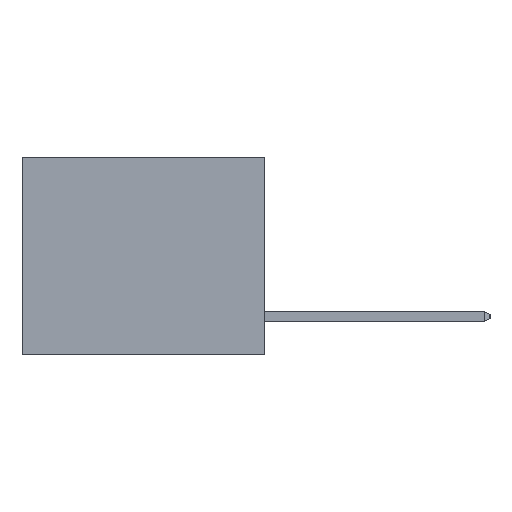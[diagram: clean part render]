
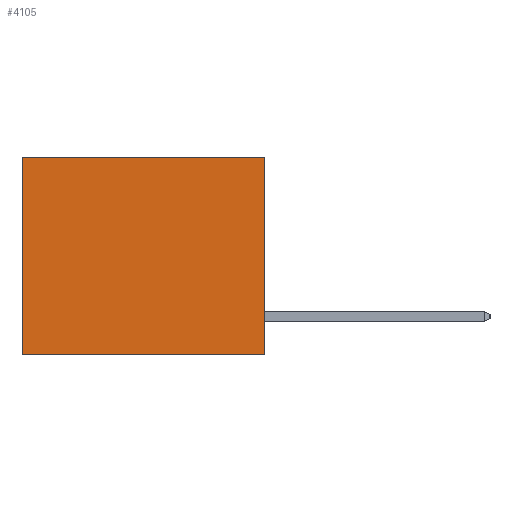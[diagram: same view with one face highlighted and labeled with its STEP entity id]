
A CAD part, left-side view. The second image highlights one B-rep face of the part: STEP entity #4105.
In plain terms, the highlighted planar face has unit normal (-1, 0, 0).
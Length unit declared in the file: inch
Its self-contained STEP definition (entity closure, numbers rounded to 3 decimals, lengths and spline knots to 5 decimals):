
#283 = CARTESIAN_POINT ( 'NONE',  ( 0.3165, 0.6, 0. ) ) ;
#453 = VECTOR ( 'NONE', #11545, 39.37008 ) ;
#454 = ORIENTED_EDGE ( 'NONE', *, *, #13069, .T. ) ;
#1098 = CARTESIAN_POINT ( 'NONE',  ( 0.3165, 0., -0.49 ) ) ;
#1392 = CARTESIAN_POINT ( 'NONE',  ( 0.3165, 0., -0.49 ) ) ;
#1450 = DIRECTION ( 'NONE',  ( 0., 0., -1. ) ) ;
#1593 = EDGE_CURVE ( 'NONE', #15958, #8147, #22838, .T. ) ;
#2405 = CARTESIAN_POINT ( 'NONE',  ( 0.3165, 0.6, -0.49 ) ) ;
#4105 = ADVANCED_FACE ( 'NONE', ( #14971 ), #13530, .F. ) ;
#6223 = CARTESIAN_POINT ( 'NONE',  ( 0.3165, 0., 0. ) ) ;
#8147 = VERTEX_POINT ( 'NONE', #2405 ) ;
#9448 = VECTOR ( 'NONE', #20151, 39.37008 ) ;
#9557 = EDGE_CURVE ( 'NONE', #12506, #9586, #26134, .T. ) ;
#9586 = VERTEX_POINT ( 'NONE', #283 ) ;
#9636 = EDGE_LOOP ( 'NONE', ( #454, #12160, #11206, #11502 ) ) ;
#11206 = ORIENTED_EDGE ( 'NONE', *, *, #15183, .F. ) ;
#11207 = VECTOR ( 'NONE', #24901, 39.37008 ) ;
#11502 = ORIENTED_EDGE ( 'NONE', *, *, #9557, .T. ) ;
#11545 = DIRECTION ( 'NONE',  ( 0., 0., -1. ) ) ;
#12160 = ORIENTED_EDGE ( 'NONE', *, *, #1593, .F. ) ;
#12506 = VERTEX_POINT ( 'NONE', #20276 ) ;
#13069 = EDGE_CURVE ( 'NONE', #9586, #8147, #23775, .T. ) ;
#13530 = PLANE ( 'NONE',  #19084 ) ;
#13797 = DIRECTION ( 'NONE',  ( 1., 0., 0. ) ) ;
#14971 = FACE_OUTER_BOUND ( 'NONE', #9636, .T. ) ;
#15183 = EDGE_CURVE ( 'NONE', #12506, #15958, #18499, .T. ) ;
#15958 = VERTEX_POINT ( 'NONE', #24099 ) ;
#16722 = VECTOR ( 'NONE', #19863, 39.37008 ) ;
#18499 = LINE ( 'NONE', #23876, #9448 ) ;
#19084 = AXIS2_PLACEMENT_3D ( 'NONE', #1098, #13797, #1450 ) ;
#19863 = DIRECTION ( 'NONE',  ( 0., 1., 0. ) ) ;
#20151 = DIRECTION ( 'NONE',  ( 0., 0., -1. ) ) ;
#20276 = CARTESIAN_POINT ( 'NONE',  ( 0.3165, 0., 0. ) ) ;
#21961 = CARTESIAN_POINT ( 'NONE',  ( 0.3165, 0.6, -0.49 ) ) ;
#22838 = LINE ( 'NONE', #1392, #16722 ) ;
#23775 = LINE ( 'NONE', #21961, #453 ) ;
#23876 = CARTESIAN_POINT ( 'NONE',  ( 0.3165, 0., -0.49 ) ) ;
#24099 = CARTESIAN_POINT ( 'NONE',  ( 0.3165, 0., -0.49 ) ) ;
#24901 = DIRECTION ( 'NONE',  ( 0., 1., 0. ) ) ;
#26134 = LINE ( 'NONE', #6223, #11207 ) ;
